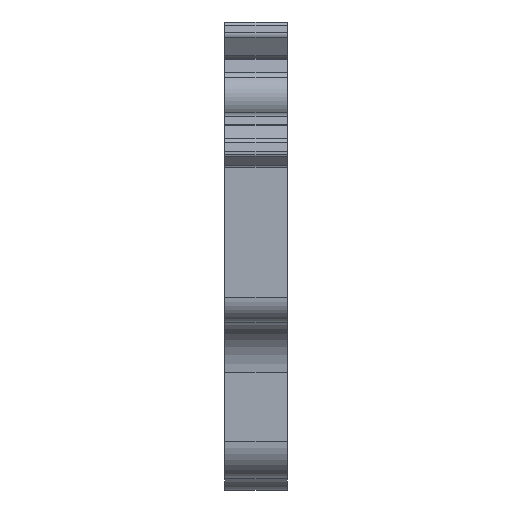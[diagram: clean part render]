
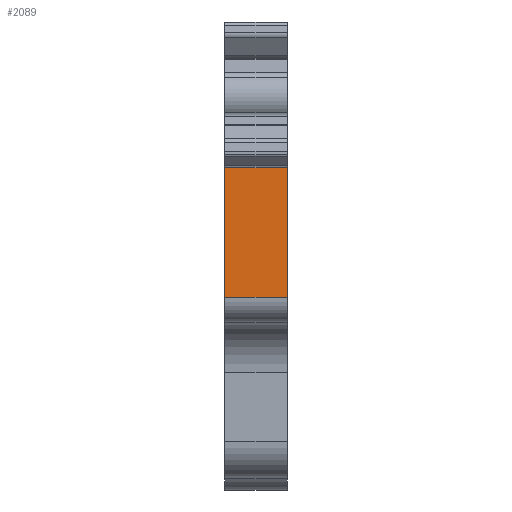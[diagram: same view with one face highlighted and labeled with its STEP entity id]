
A CAD part, left-side view. The second image highlights one B-rep face of the part: STEP entity #2089.
In plain terms, the highlighted face is planar.
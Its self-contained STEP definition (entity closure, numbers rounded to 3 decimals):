
#177 = LINE ( 'NONE', #4082, #8447 ) ;
#617 = FACE_OUTER_BOUND ( 'NONE', #12808, .T. ) ;
#1073 = CARTESIAN_POINT ( 'NONE',  ( 5., 19.823, 18.197 ) ) ;
#1110 = EDGE_CURVE ( 'NONE', #3948, #9131, #177, .T. ) ;
#1213 = CARTESIAN_POINT ( 'NONE',  ( 0., 19.823, 18.197 ) ) ;
#1230 = CARTESIAN_POINT ( 'NONE',  ( 5., 19.823, 18.197 ) ) ;
#2089 = ADVANCED_FACE ( 'NONE', ( #617 ), #4649, .F. ) ;
#2243 = LINE ( 'NONE', #12292, #11740 ) ;
#2344 = ORIENTED_EDGE ( 'NONE', *, *, #11537, .T. ) ;
#3232 = LINE ( 'NONE', #1213, #7386 ) ;
#3948 = VERTEX_POINT ( 'NONE', #10513 ) ;
#4082 = CARTESIAN_POINT ( 'NONE',  ( 0., 19.823, 18.197 ) ) ;
#4306 = EDGE_CURVE ( 'NONE', #6117, #4726, #6139, .T. ) ;
#4649 = PLANE ( 'NONE',  #4991 ) ;
#4726 = VERTEX_POINT ( 'NONE', #7646 ) ;
#4991 = AXIS2_PLACEMENT_3D ( 'NONE', #7854, #8732, #12813 ) ;
#5035 = DIRECTION ( 'NONE',  ( 1., 0., 0. ) ) ;
#5385 = DIRECTION ( 'NONE',  ( 0., 0., -1. ) ) ;
#6117 = VERTEX_POINT ( 'NONE', #1073 ) ;
#6139 = LINE ( 'NONE', #1230, #9901 ) ;
#7311 = ORIENTED_EDGE ( 'NONE', *, *, #4306, .T. ) ;
#7386 = VECTOR ( 'NONE', #5035, 1000. ) ;
#7646 = CARTESIAN_POINT ( 'NONE',  ( 5., 19.823, 7.843 ) ) ;
#7854 = CARTESIAN_POINT ( 'NONE',  ( 0., 19.823, 18.197 ) ) ;
#8447 = VECTOR ( 'NONE', #12254, 1000. ) ;
#8732 = DIRECTION ( 'NONE',  ( 0., -1., 0. ) ) ;
#9131 = VERTEX_POINT ( 'NONE', #11605 ) ;
#9901 = VECTOR ( 'NONE', #5385, 1000. ) ;
#10513 = CARTESIAN_POINT ( 'NONE',  ( 0., 19.823, 18.197 ) ) ;
#10881 = ORIENTED_EDGE ( 'NONE', *, *, #12196, .F. ) ;
#11292 = DIRECTION ( 'NONE',  ( 1., 0., 0. ) ) ;
#11537 = EDGE_CURVE ( 'NONE', #3948, #6117, #3232, .T. ) ;
#11605 = CARTESIAN_POINT ( 'NONE',  ( 0., 19.823, 7.843 ) ) ;
#11740 = VECTOR ( 'NONE', #11292, 1000. ) ;
#12196 = EDGE_CURVE ( 'NONE', #9131, #4726, #2243, .T. ) ;
#12254 = DIRECTION ( 'NONE',  ( 0., 0., -1. ) ) ;
#12292 = CARTESIAN_POINT ( 'NONE',  ( 0., 19.823, 7.843 ) ) ;
#12808 = EDGE_LOOP ( 'NONE', ( #7311, #10881, #13240, #2344 ) ) ;
#12813 = DIRECTION ( 'NONE',  ( 0., 0., 1. ) ) ;
#13240 = ORIENTED_EDGE ( 'NONE', *, *, #1110, .F. ) ;
